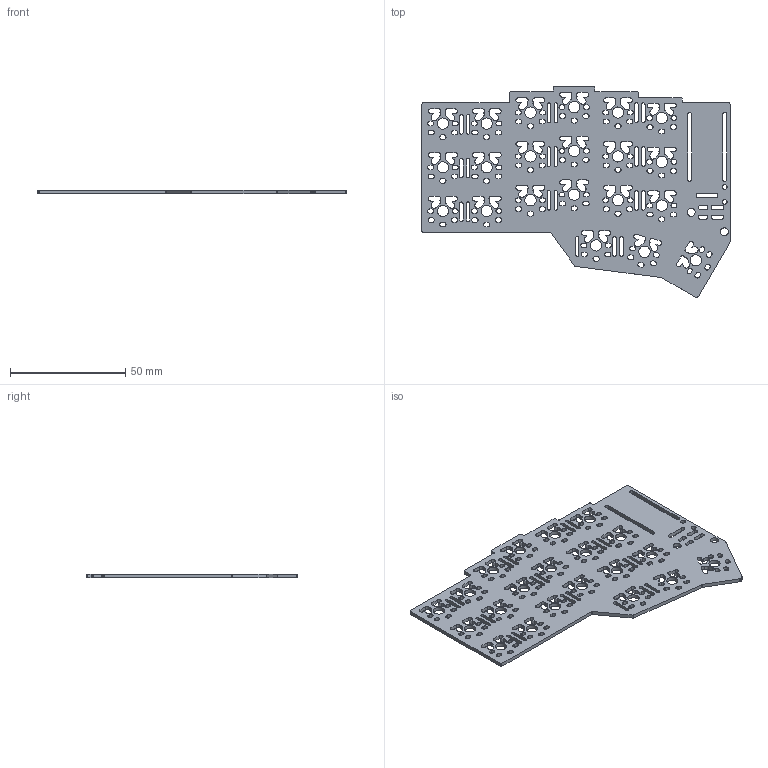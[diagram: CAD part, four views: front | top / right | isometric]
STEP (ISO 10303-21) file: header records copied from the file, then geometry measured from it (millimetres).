
FILE_DESCRIPTION(('KiCad electronic assembly'),'2;1');
FILE_NAME('Corne_holes_mirrored.step','2022-02-08T15:05:14',('Pcbnew'),( 'Kicad'),'Open CASCADE STEP processor 7.5','KiCad to STEP converter' ,'Unknown');
FILE_SCHEMA(('AUTOMOTIVE_DESIGN { 1 0 10303 214 1 1 1 1 }'));
Length unit declared in the file: millimetre
Products named in the file (2): Corne_holes_mirrored 1; Corne_holes_mirrored PCB
Assembly tree (1 placements, depth 2):
  Corne_holes_mirrored 1
    Corne_holes_mirrored PCB
Bounding box: 133.75 x 91.4 x 1.6 mm (x, y, z)
Volume: 11370.8 mm3; surface area: 18965.9 mm2
Topology: 1 solids, 1 shells, 1008 faces, 3018 edges, 2012 vertices
Faces by surface type: plane 549, cylinder 459
Full cylindrical faces by diameter (mm): 2.1 x2, 3.5 x2, 4.9 x21
Entity records: 74053 total; most frequent: CARTESIAN_POINT 12244, DIRECTION 11824, LINE 7050, VECTOR 7050, ORIENTED_EDGE 6036, PCURVE 6036, DEFINITIONAL_REPRESENTATION 6036, EDGE_CURVE 3018
